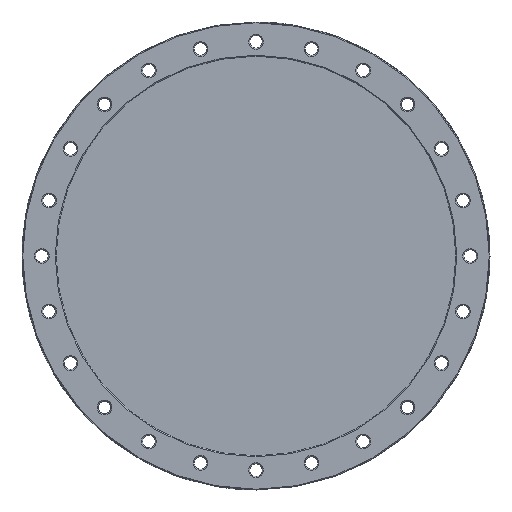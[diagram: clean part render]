
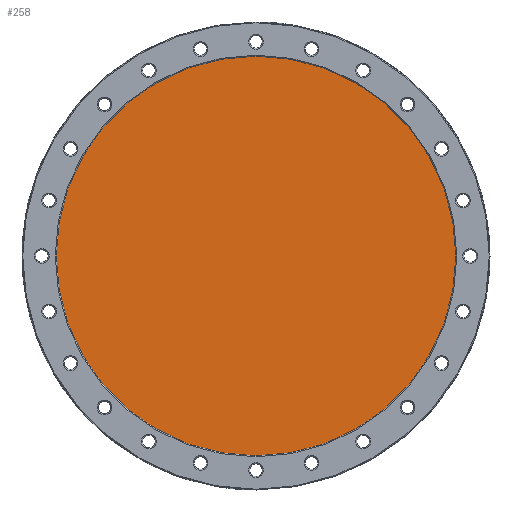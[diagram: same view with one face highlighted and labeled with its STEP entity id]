
A CAD part, front view. The second image highlights one B-rep face of the part: STEP entity #258.
In plain terms, the highlighted planar face has unit normal (0, -1, 0).
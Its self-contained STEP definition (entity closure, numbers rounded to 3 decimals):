
#258 = ADVANCED_FACE ( 'NONE', ( #2614 ), #2752, .F. ) ;
#900 = CIRCLE ( 'NONE', #3834, 110.9 ) ;
#1139 = CARTESIAN_POINT ( 'NONE',  ( 0., 0., 0. ) ) ;
#1166 = CARTESIAN_POINT ( 'NONE',  ( 0., 0., 110.9 ) ) ;
#1211 = CIRCLE ( 'NONE', #3261, 110.9 ) ;
#1582 = DIRECTION ( 'NONE',  ( 0., 0., 1. ) ) ;
#2614 = FACE_OUTER_BOUND ( 'NONE', #6156, .T. ) ;
#2720 = CARTESIAN_POINT ( 'NONE',  ( 0., 0., 0. ) ) ;
#2752 = PLANE ( 'NONE',  #6113 ) ;
#3194 = DIRECTION ( 'NONE',  ( 0., 0., 1. ) ) ;
#3261 = AXIS2_PLACEMENT_3D ( 'NONE', #2720, #6147, #3194 ) ;
#3296 = ORIENTED_EDGE ( 'NONE', *, *, #4784, .T. ) ;
#3462 = ORIENTED_EDGE ( 'NONE', *, *, #5911, .T. ) ;
#3603 = CARTESIAN_POINT ( 'NONE',  ( 0., 0., 0. ) ) ;
#3614 = DIRECTION ( 'NONE',  ( 0., 1., 0. ) ) ;
#3634 = DIRECTION ( 'NONE',  ( 0., 0., 1. ) ) ;
#3834 = AXIS2_PLACEMENT_3D ( 'NONE', #1139, #4403, #1582 ) ;
#4023 = CARTESIAN_POINT ( 'NONE',  ( 0., 0., -110.9 ) ) ;
#4123 = VERTEX_POINT ( 'NONE', #1166 ) ;
#4403 = DIRECTION ( 'NONE',  ( 0., -1., 0. ) ) ;
#4784 = EDGE_CURVE ( 'NONE', #4953, #4123, #900, .T. ) ;
#4953 = VERTEX_POINT ( 'NONE', #4023 ) ;
#5911 = EDGE_CURVE ( 'NONE', #4123, #4953, #1211, .T. ) ;
#6113 = AXIS2_PLACEMENT_3D ( 'NONE', #3603, #3614, #3634 ) ;
#6147 = DIRECTION ( 'NONE',  ( 0., -1., 0. ) ) ;
#6156 = EDGE_LOOP ( 'NONE', ( #3462, #3296 ) ) ;
